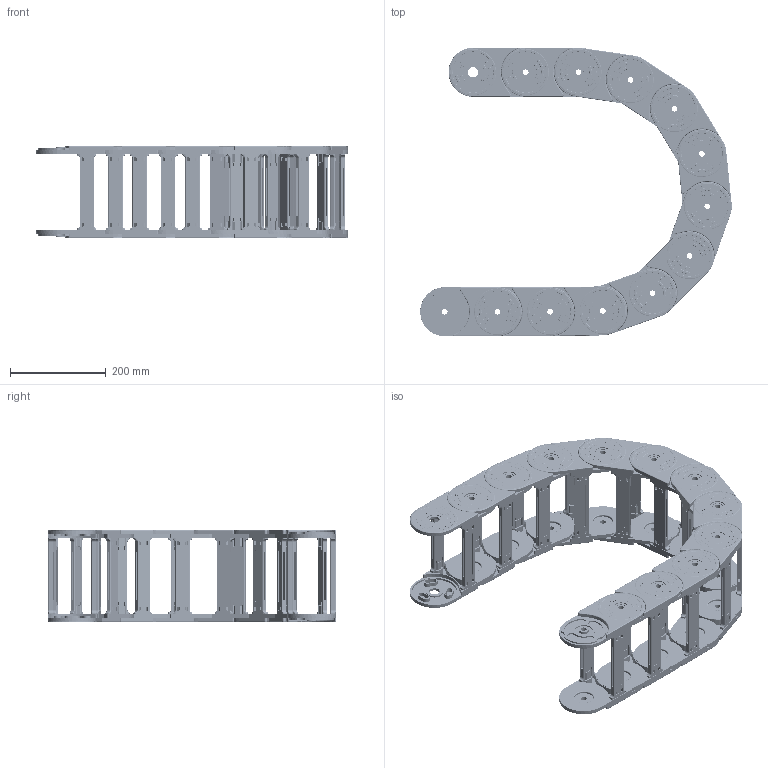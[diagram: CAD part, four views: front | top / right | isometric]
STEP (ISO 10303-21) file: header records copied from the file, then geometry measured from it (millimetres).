
FILE_DESCRIPTION (( 'STEP AP214' ), '1' );
FILE_NAME ('CK80-A160-R250.STEP', '2019-09-12T12:29:00', ( '' ), ( '' ), 'SwSTEP 2.0', 'SolidWorks 2017', '' );
FILE_SCHEMA (( 'AUTOMOTIVE_DESIGN' ));
Length unit declared in the file: millimetre
Products named in the file (2): CK80-A080; CK80-A160-R250
Assembly tree (12 placements, depth 2):
  CK80-A160-R250
    CK80-A080  x12
Bounding box: 650.33 x 602.12 x 192.66 mm (x, y, z)
Volume: 4130300.5 mm3; surface area: 2170894.6 mm2
Topology: 60 solids, 132 shells, 13728 faces, 35400 edges, 22704 vertices
Faces by surface type: plane 5112, cylinder 4920, bspline 2472, torus 984, sphere 240
Entity records: 44450 total; most frequent: CARTESIAN_POINT 17947, ORIENTED_EDGE 5876, DIRECTION 5122, EDGE_CURVE 2938, VERTEX_POINT 1892, AXIS2_PLACEMENT_3D 1819, LINE 1484, VECTOR 1484
